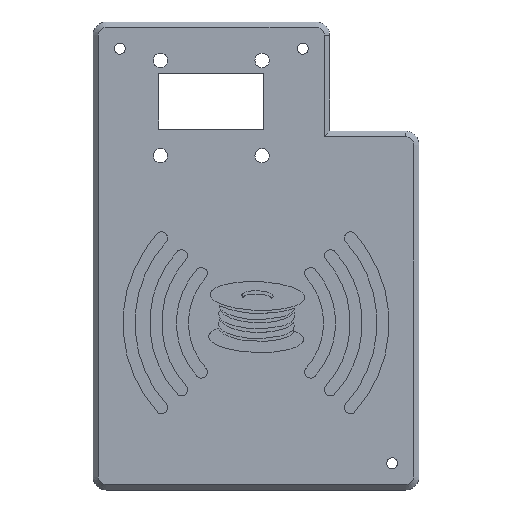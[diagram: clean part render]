
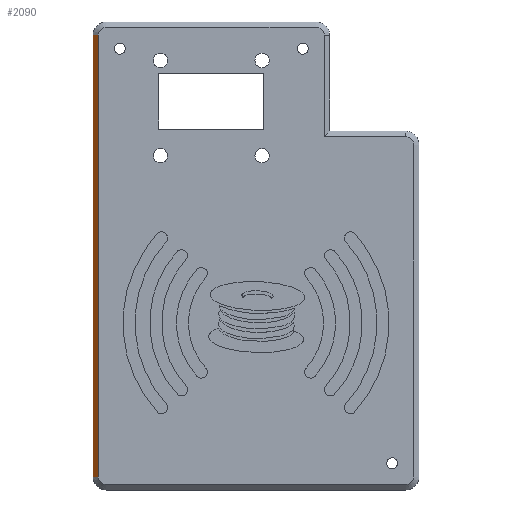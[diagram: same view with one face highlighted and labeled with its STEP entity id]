
A CAD part, top view. The second image highlights one B-rep face of the part: STEP entity #2090.
In plain terms, the highlighted planar face has unit normal (-0.707, 0, 0.707).
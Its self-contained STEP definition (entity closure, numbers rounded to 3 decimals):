
#231=FACE_OUTER_BOUND('',#357,.T.);
#357=EDGE_LOOP('',(#1507,#1508,#1509,#1510));
#557=LINE('',#3177,#756);
#558=LINE('',#3183,#757);
#559=LINE('',#3184,#758);
#560=LINE('',#3185,#759);
#756=VECTOR('',#2547,10.);
#757=VECTOR('',#2554,10.);
#758=VECTOR('',#2555,10.);
#759=VECTOR('',#2556,10.);
#939=VERTEX_POINT('',#3175);
#940=VERTEX_POINT('',#3176);
#941=VERTEX_POINT('',#3181);
#942=VERTEX_POINT('',#3182);
#1157=EDGE_CURVE('',#939,#940,#557,.T.);
#1160=EDGE_CURVE('',#941,#942,#558,.T.);
#1161=EDGE_CURVE('',#942,#940,#559,.T.);
#1162=EDGE_CURVE('',#939,#941,#560,.T.);
#1507=ORIENTED_EDGE('',*,*,#1160,.T.);
#1508=ORIENTED_EDGE('',*,*,#1161,.T.);
#1509=ORIENTED_EDGE('',*,*,#1157,.F.);
#1510=ORIENTED_EDGE('',*,*,#1162,.T.);
#2016=PLANE('',#2243);
#2090=ADVANCED_FACE('',(#231),#2016,.T.);
#2243=AXIS2_PLACEMENT_3D('',#3180,#2552,#2553);
#2547=DIRECTION('',(0.707,0.,0.707));
#2552=DIRECTION('center_axis',(-0.707,0.,
0.707));
#2553=DIRECTION('ref_axis',(0.707,0.,0.707));
#2554=DIRECTION('',(0.707,0.,0.707));
#2555=DIRECTION('',(0.,1.,0.));
#2556=DIRECTION('',(0.,-1.,0.));
#3175=CARTESIAN_POINT('',(-87.5,-4.,50.4));
#3176=CARTESIAN_POINT('',(-85.9,-4.,52.));
#3177=CARTESIAN_POINT('',(-87.5,-4.,50.4));
#3180=CARTESIAN_POINT('Origin',(-86.7,-37.,51.2));
#3181=CARTESIAN_POINT('',(-87.5,-136.,50.4));
#3182=CARTESIAN_POINT('',(-85.9,-136.,52.));
#3183=CARTESIAN_POINT('',(-87.5,-136.,50.4));
#3184=CARTESIAN_POINT('',(-85.9,-37.,52.));
#3185=CARTESIAN_POINT('',(-87.5,-37.,50.4));
